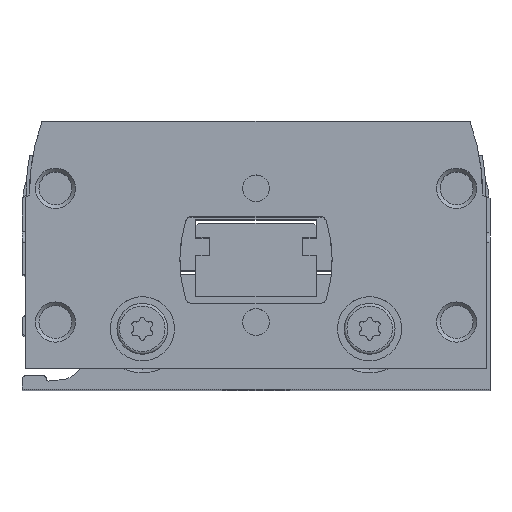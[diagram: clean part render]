
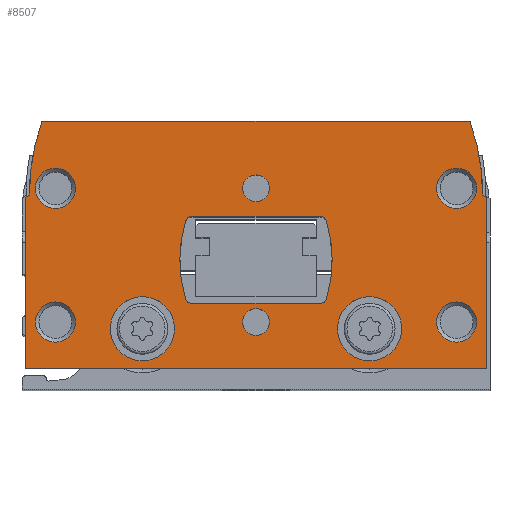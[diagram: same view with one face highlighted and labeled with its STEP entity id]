
A CAD part, top view. The second image highlights one B-rep face of the part: STEP entity #8507.
In plain terms, the highlighted planar face has unit normal (0, 0, 1).
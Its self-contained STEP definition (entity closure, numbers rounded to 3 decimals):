
#550=CIRCLE('',#9200,16.5);
#556=CIRCLE('',#9212,16.5);
#559=CIRCLE('',#9216,0.5);
#560=CIRCLE('',#9218,10.);
#563=CIRCLE('',#9222,10.);
#564=CIRCLE('',#9224,0.5);
#580=CIRCLE('',#9244,2.4);
#581=CIRCLE('',#9245,2.4);
#582=CIRCLE('',#9246,1.);
#583=CIRCLE('',#9247,1.);
#584=CIRCLE('',#9248,1.5);
#585=CIRCLE('',#9249,1.5);
#586=CIRCLE('',#9250,1.5);
#587=CIRCLE('',#9251,1.5);
#588=CIRCLE('',#9252,0.5);
#589=CIRCLE('',#9253,0.5);
#1844=ORIENTED_EDGE('',*,*,#3403,.F.);
#1845=ORIENTED_EDGE('',*,*,#3404,.F.);
#1846=ORIENTED_EDGE('',*,*,#3405,.T.);
#1847=ORIENTED_EDGE('',*,*,#3406,.T.);
#1848=ORIENTED_EDGE('',*,*,#3407,.T.);
#1849=ORIENTED_EDGE('',*,*,#3408,.T.);
#1850=ORIENTED_EDGE('',*,*,#3409,.T.);
#1851=ORIENTED_EDGE('',*,*,#3410,.T.);
#1852=ORIENTED_EDGE('',*,*,#3369,.F.);
#1853=ORIENTED_EDGE('',*,*,#3387,.F.);
#1854=ORIENTED_EDGE('',*,*,#3381,.F.);
#1855=ORIENTED_EDGE('',*,*,#3378,.F.);
#1856=ORIENTED_EDGE('',*,*,#3411,.F.);
#1857=ORIENTED_EDGE('',*,*,#3412,.F.);
#1858=ORIENTED_EDGE('',*,*,#3413,.F.);
#1859=ORIENTED_EDGE('',*,*,#3372,.F.);
#1860=ORIENTED_EDGE('',*,*,#3356,.T.);
#1861=ORIENTED_EDGE('',*,*,#3350,.T.);
#1862=ORIENTED_EDGE('',*,*,#3389,.T.);
#1863=ORIENTED_EDGE('',*,*,#3322,.T.);
#1864=ORIENTED_EDGE('',*,*,#3327,.T.);
#1865=ORIENTED_EDGE('',*,*,#3331,.T.);
#1866=ORIENTED_EDGE('',*,*,#3402,.T.);
#1867=ORIENTED_EDGE('',*,*,#3362,.T.);
#3322=EDGE_CURVE('',#4197,#4196,#4814,.T.);
#3327=EDGE_CURVE('',#4196,#4200,#4819,.T.);
#3331=EDGE_CURVE('',#4200,#4202,#550,.T.);
#3350=EDGE_CURVE('',#4216,#4218,#4836,.T.);
#3356=EDGE_CURVE('',#4222,#4216,#4842,.T.);
#3362=EDGE_CURVE('',#4227,#4222,#556,.T.);
#3369=EDGE_CURVE('',#4231,#4232,#559,.T.);
#3372=EDGE_CURVE('',#4232,#4233,#560,.T.);
#3378=EDGE_CURVE('',#4237,#4238,#563,.T.);
#3381=EDGE_CURVE('',#4238,#4240,#564,.T.);
#3387=EDGE_CURVE('',#4240,#4231,#4856,.T.);
#3389=EDGE_CURVE('',#4218,#4197,#4858,.T.);
#3402=EDGE_CURVE('',#4202,#4227,#4859,.T.);
#3403=EDGE_CURVE('',#4256,#4256,#580,.T.);
#3404=EDGE_CURVE('',#4257,#4257,#581,.T.);
#3405=EDGE_CURVE('',#4258,#4258,#582,.T.);
#3406=EDGE_CURVE('',#4259,#4259,#583,.T.);
#3407=EDGE_CURVE('',#4260,#4260,#584,.T.);
#3408=EDGE_CURVE('',#4261,#4261,#585,.T.);
#3409=EDGE_CURVE('',#4262,#4262,#586,.T.);
#3410=EDGE_CURVE('',#4263,#4263,#587,.T.);
#3411=EDGE_CURVE('',#4264,#4237,#588,.T.);
#3412=EDGE_CURVE('',#4265,#4264,#4860,.T.);
#3413=EDGE_CURVE('',#4233,#4265,#589,.T.);
#4196=VERTEX_POINT('',#13269);
#4197=VERTEX_POINT('',#13271);
#4200=VERTEX_POINT('',#13279);
#4202=VERTEX_POINT('',#13286);
#4216=VERTEX_POINT('',#13318);
#4218=VERTEX_POINT('',#13323);
#4222=VERTEX_POINT('',#13334);
#4227=VERTEX_POINT('',#13349);
#4231=VERTEX_POINT('',#13363);
#4232=VERTEX_POINT('',#13365);
#4233=VERTEX_POINT('',#13373);
#4237=VERTEX_POINT('',#13386);
#4238=VERTEX_POINT('',#13388);
#4240=VERTEX_POINT('',#13397);
#4256=VERTEX_POINT('',#13439);
#4257=VERTEX_POINT('',#13441);
#4258=VERTEX_POINT('',#13443);
#4259=VERTEX_POINT('',#13445);
#4260=VERTEX_POINT('',#13447);
#4261=VERTEX_POINT('',#13449);
#4262=VERTEX_POINT('',#13451);
#4263=VERTEX_POINT('',#13453);
#4264=VERTEX_POINT('',#13455);
#4265=VERTEX_POINT('',#13457);
#4814=LINE('',#13270,#5303);
#4819=LINE('',#13280,#5308);
#4836=LINE('',#13324,#5325);
#4842=LINE('',#13336,#5331);
#4856=LINE('',#13407,#5345);
#4858=LINE('',#13410,#5347);
#4859=LINE('',#13436,#5348);
#4860=LINE('',#13456,#5349);
#5303=VECTOR('',#10857,1000.);
#5308=VECTOR('',#10864,1000.);
#5325=VECTOR('',#10899,1000.);
#5331=VECTOR('',#10909,1000.);
#5345=VECTOR('',#10963,1000.);
#5347=VECTOR('',#10967,1000.);
#5348=VECTOR('',#10994,1000.);
#5349=VECTOR('',#11015,1000.);
#5802=EDGE_LOOP('',(#1844));
#5803=EDGE_LOOP('',(#1845));
#5804=EDGE_LOOP('',(#1846));
#5805=EDGE_LOOP('',(#1847));
#5806=EDGE_LOOP('',(#1848));
#5807=EDGE_LOOP('',(#1849));
#5808=EDGE_LOOP('',(#1850));
#5809=EDGE_LOOP('',(#1851));
#5810=EDGE_LOOP('',(#1852,#1853,#1854,#1855,#1856,#1857,#1858,#1859));
#5811=EDGE_LOOP('',(#1860,#1861,#1862,#1863,#1864,#1865,#1866,#1867));
#6463=FACE_BOUND('',#5802,.T.);
#6464=FACE_BOUND('',#5803,.T.);
#6465=FACE_BOUND('',#5804,.T.);
#6466=FACE_BOUND('',#5805,.T.);
#6467=FACE_BOUND('',#5806,.T.);
#6468=FACE_BOUND('',#5807,.T.);
#6469=FACE_BOUND('',#5808,.T.);
#6470=FACE_BOUND('',#5809,.T.);
#6471=FACE_BOUND('',#5810,.T.);
#6472=FACE_BOUND('',#5811,.T.);
#6926=PLANE('',#9243);
#8507=ADVANCED_FACE('',(#6463,#6464,#6465,#6466,#6467,#6468,#6469,#6470,
#6471,#6472),#6926,.T.);
#9200=AXIS2_PLACEMENT_3D('',#13287,#10871,#10872);
#9212=AXIS2_PLACEMENT_3D('',#13348,#10920,#10921);
#9216=AXIS2_PLACEMENT_3D('',#13364,#10931,#10932);
#9218=AXIS2_PLACEMENT_3D('',#13372,#10936,#10937);
#9222=AXIS2_PLACEMENT_3D('',#13387,#10946,#10947);
#9224=AXIS2_PLACEMENT_3D('',#13396,#10951,#10952);
#9243=AXIS2_PLACEMENT_3D('',#13437,#10995,#10996);
#9244=AXIS2_PLACEMENT_3D('',#13438,#10997,#10998);
#9245=AXIS2_PLACEMENT_3D('',#13440,#10999,#11000);
#9246=AXIS2_PLACEMENT_3D('',#13442,#11001,#11002);
#9247=AXIS2_PLACEMENT_3D('',#13444,#11003,#11004);
#9248=AXIS2_PLACEMENT_3D('',#13446,#11005,#11006);
#9249=AXIS2_PLACEMENT_3D('',#13448,#11007,#11008);
#9250=AXIS2_PLACEMENT_3D('',#13450,#11009,#11010);
#9251=AXIS2_PLACEMENT_3D('',#13452,#11011,#11012);
#9252=AXIS2_PLACEMENT_3D('',#13454,#11013,#11014);
#9253=AXIS2_PLACEMENT_3D('',#13458,#11016,#11017);
#10857=DIRECTION('',(0.,1.,0.));
#10864=DIRECTION('',(-0.866,0.5,0.));
#10871=DIRECTION('',(0.,0.,1.));
#10872=DIRECTION('',(1.,0.,0.));
#10899=DIRECTION('',(0.,-1.,0.));
#10909=DIRECTION('',(-0.866,-0.5,0.));
#10920=DIRECTION('',(0.,0.,1.));
#10921=DIRECTION('',(1.,0.,0.));
#10931=DIRECTION('',(0.,0.,1.));
#10932=DIRECTION('',(1.,0.,0.));
#10936=DIRECTION('',(0.,0.,1.));
#10937=DIRECTION('',(1.,0.,0.));
#10946=DIRECTION('',(0.,0.,1.));
#10947=DIRECTION('',(1.,0.,0.));
#10951=DIRECTION('',(0.,0.,1.));
#10952=DIRECTION('',(1.,0.,0.));
#10963=DIRECTION('',(-1.,0.,0.));
#10967=DIRECTION('',(1.,0.,0.));
#10994=DIRECTION('',(-1.,0.,0.));
#10995=DIRECTION('',(0.,0.,1.));
#10996=DIRECTION('',(1.,0.,0.));
#10997=DIRECTION('',(0.,0.,1.));
#10998=DIRECTION('',(1.,0.,0.));
#10999=DIRECTION('',(0.,0.,1.));
#11000=DIRECTION('',(1.,0.,0.));
#11001=DIRECTION('',(0.,0.,-1.));
#11002=DIRECTION('',(-1.,0.,0.));
#11003=DIRECTION('',(0.,0.,-1.));
#11004=DIRECTION('',(-1.,0.,0.));
#11005=DIRECTION('',(0.,0.,-1.));
#11006=DIRECTION('',(-1.,0.,0.));
#11007=DIRECTION('',(0.,0.,-1.));
#11008=DIRECTION('',(-1.,0.,0.));
#11009=DIRECTION('',(0.,0.,-1.));
#11010=DIRECTION('',(-1.,0.,0.));
#11011=DIRECTION('',(0.,0.,-1.));
#11012=DIRECTION('',(-1.,0.,0.));
#11013=DIRECTION('',(0.,0.,1.));
#11014=DIRECTION('',(1.,0.,0.));
#11015=DIRECTION('',(1.,0.,0.));
#11016=DIRECTION('',(0.,0.,1.));
#11017=DIRECTION('',(1.,0.,0.));
#13269=CARTESIAN_POINT('',(17.25,12.827,0.));
#13270=CARTESIAN_POINT('',(17.25,0.,0.));
#13271=CARTESIAN_POINT('',(17.25,0.,0.));
#13279=CARTESIAN_POINT('',(16.95,13.,0.));
#13280=CARTESIAN_POINT('',(17.25,12.827,0.));
#13286=CARTESIAN_POINT('',(16.006,18.5,0.));
#13287=CARTESIAN_POINT('',(0.45,13.,0.));
#13318=CARTESIAN_POINT('',(-17.25,12.827,0.));
#13323=CARTESIAN_POINT('',(-17.25,0.,0.));
#13324=CARTESIAN_POINT('',(-17.25,12.827,0.));
#13334=CARTESIAN_POINT('',(-16.95,13.,0.));
#13336=CARTESIAN_POINT('',(-16.95,13.,0.));
#13348=CARTESIAN_POINT('',(-0.45,13.,0.));
#13349=CARTESIAN_POINT('',(-16.006,18.5,0.));
#13363=CARTESIAN_POINT('',(-4.793,11.4,0.));
#13364=CARTESIAN_POINT('',(-4.793,10.9,0.));
#13365=CARTESIAN_POINT('',(-5.272,11.045,0.));
#13372=CARTESIAN_POINT('',(4.3,8.15,0.));
#13373=CARTESIAN_POINT('',(-5.272,5.255,0.));
#13386=CARTESIAN_POINT('',(5.272,5.255,0.));
#13387=CARTESIAN_POINT('',(-4.3,8.15,0.));
#13388=CARTESIAN_POINT('',(5.272,11.045,0.));
#13396=CARTESIAN_POINT('',(4.793,10.9,0.));
#13397=CARTESIAN_POINT('',(4.793,11.4,0.));
#13407=CARTESIAN_POINT('',(4.793,11.4,0.));
#13410=CARTESIAN_POINT('',(-17.25,0.,0.));
#13436=CARTESIAN_POINT('',(16.006,18.5,0.));
#13437=CARTESIAN_POINT('',(0.45,13.,0.));
#13438=CARTESIAN_POINT('',(-8.5,3.,0.));
#13439=CARTESIAN_POINT('',(-6.1,3.,0.));
#13440=CARTESIAN_POINT('',(8.5,3.,0.));
#13441=CARTESIAN_POINT('',(10.9,3.,0.));
#13442=CARTESIAN_POINT('',(0.,13.5,0.));
#13443=CARTESIAN_POINT('',(-1.,13.5,0.));
#13444=CARTESIAN_POINT('',(0.,3.5,0.));
#13445=CARTESIAN_POINT('',(-1.,3.5,0.));
#13446=CARTESIAN_POINT('',(15.,3.5,0.));
#13447=CARTESIAN_POINT('',(13.5,3.5,0.));
#13448=CARTESIAN_POINT('',(-15.,3.5,0.));
#13449=CARTESIAN_POINT('',(-16.5,3.5,0.));
#13450=CARTESIAN_POINT('',(-15.,13.5,0.));
#13451=CARTESIAN_POINT('',(-16.5,13.5,0.));
#13452=CARTESIAN_POINT('',(15.,13.5,0.));
#13453=CARTESIAN_POINT('',(13.5,13.5,0.));
#13454=CARTESIAN_POINT('',(4.793,5.4,0.));
#13455=CARTESIAN_POINT('',(4.793,4.9,0.));
#13456=CARTESIAN_POINT('',(-4.793,4.9,0.));
#13457=CARTESIAN_POINT('',(-4.793,4.9,0.));
#13458=CARTESIAN_POINT('',(-4.793,5.4,0.));
